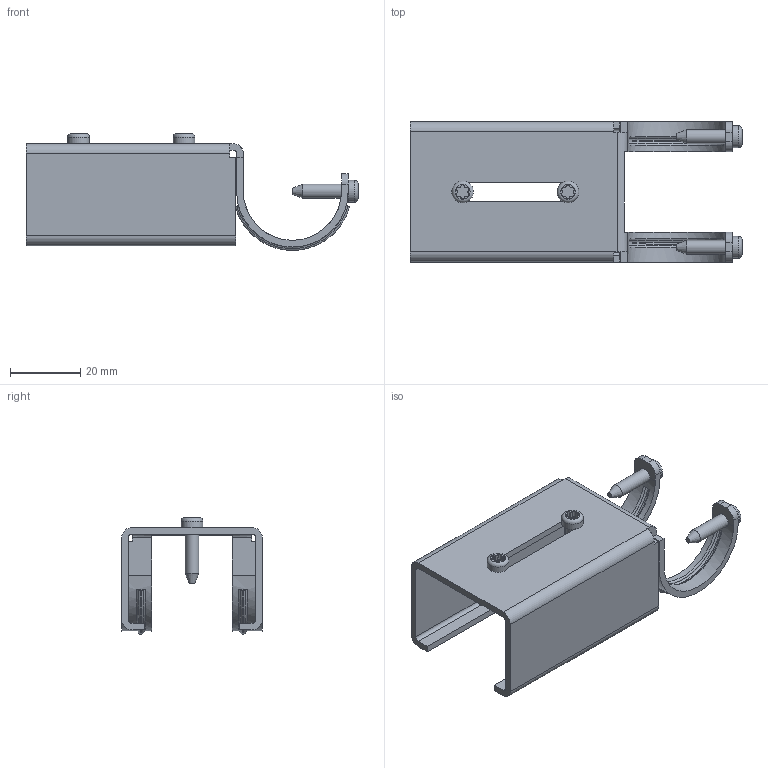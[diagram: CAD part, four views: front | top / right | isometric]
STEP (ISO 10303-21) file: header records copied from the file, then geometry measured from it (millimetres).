
FILE_DESCRIPTION(/* description */ ('Variabilní držák válečkové tratě typ F'),/* implementation_level */ '2;1');
FILE_NAME(/* name */ '700414.stp',/* time_stamp */ '2020-12-11T11:54:14+01:00',/* author */ ('Cadenas PARTsolutions'),/* organization */ ('Alutec K&K'),/* preprocessor_version */ 'ST-DEVELOPER v18.1',/* originating_system */ 'Autodesk Inventor 2021',/* authorisation */ '');
FILE_SCHEMA (('AUTOMOTIVE_DESIGN { 1 0 10303 214 3 1 1 }'));
Length unit declared in the file: millimetre
Products named in the file (3): 700414; 700414_001; 700414_002
Assembly tree (5 placements, depth 2):
  700414
    700414_001
    700414_002  x4
Bounding box: 94.6 x 40 x 33.24 mm (x, y, z)
Volume: 14027 mm3; surface area: 16530.5 mm2
Topology: 5 solids, 5 shells, 219 faces, 595 edges, 394 vertices
Faces by surface type: plane 113, cylinder 82, torus 20, cone 4
Full cylindrical faces by diameter (mm): 3.9 x4, 4.2 x2, 6.2 x4
Entity records: 4199 total; most frequent: CARTESIAN_POINT 774, DIRECTION 740, ORIENTED_EDGE 692, EDGE_CURVE 346, AXIS2_PLACEMENT_3D 267, VERTEX_POINT 229, LINE 206, VECTOR 206
